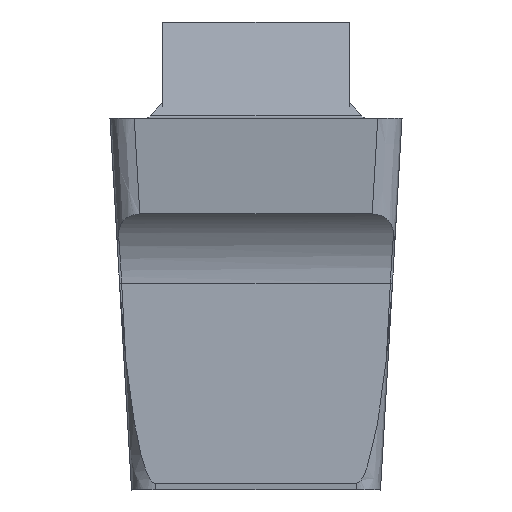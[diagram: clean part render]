
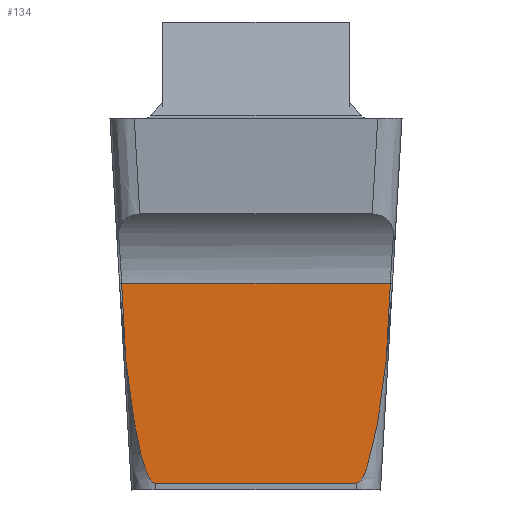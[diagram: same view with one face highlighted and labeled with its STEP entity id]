
A CAD part, front view. The second image highlights one B-rep face of the part: STEP entity #134.
In plain terms, the highlighted planar face has unit normal (0, -1, 0).
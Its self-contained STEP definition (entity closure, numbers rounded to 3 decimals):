
#51=B_SPLINE_CURVE_WITH_KNOTS('',3,(#1130,#1131,#1132,#1133,#1134,#1135,
#1136,#1137,#1138,#1139,#1140,#1141,#1142,#1143,#1144,#1145,#1146,#1147,
#1148,#1149,#1150,#1151,#1152,#1153,#1154,#1155,#1156,#1157,#1158,#1159,
#1160),.UNSPECIFIED.,.F.,.F.,(4,3,3,3,3,3,3,3,3,3,4),(0.,0.412,
0.696,0.795,0.861,0.907,
0.938,0.97,0.983,0.994,
1.),.UNSPECIFIED.);
#56=B_SPLINE_CURVE_WITH_KNOTS('',3,(#1196,#1197,#1198,#1199,#1200,#1201,
#1202,#1203,#1204,#1205,#1206,#1207,#1208,#1209,#1210,#1211,#1212,#1213,
#1214),.UNSPECIFIED.,.F.,.F.,(4,3,3,3,3,3,4),(0.,0.009,0.022,
0.052,0.162,0.598,1.),.UNSPECIFIED.);
#73=B_SPLINE_CURVE_WITH_KNOTS('',3,(#1494,#1495,#1496,#1497),
 .UNSPECIFIED.,.F.,.F.,(4,4),(0.,1.),.UNSPECIFIED.);
#74=B_SPLINE_CURVE_WITH_KNOTS('',3,(#1510,#1511,#1512,#1513),
 .UNSPECIFIED.,.F.,.F.,(4,4),(0.,1.),.UNSPECIFIED.);
#134=ADVANCED_FACE('SIDE_IB_1_SU3',(#198),#165,.F.);
#165=PLANE('',#849);
#198=FACE_OUTER_BOUND('',#240,.T.);
#240=EDGE_LOOP('',(#411,#412,#413,#414,#415,#416));
#411=ORIENTED_EDGE('',*,*,#621,.F.);
#412=ORIENTED_EDGE('',*,*,#649,.T.);
#413=ORIENTED_EDGE('',*,*,#644,.F.);
#414=ORIENTED_EDGE('',*,*,#648,.T.);
#415=ORIENTED_EDGE('',*,*,#626,.F.);
#416=ORIENTED_EDGE('',*,*,#631,.T.);
#531=VERTEX_POINT('',#1161);
#532=VERTEX_POINT('',#1162);
#535=VERTEX_POINT('',#1215);
#536=VERTEX_POINT('',#1216);
#545=VERTEX_POINT('',#1360);
#546=VERTEX_POINT('',#1362);
#621=EDGE_CURVE('',#531,#532,#51,.T.);
#626=EDGE_CURVE('',#535,#536,#56,.T.);
#631=EDGE_CURVE('',#535,#532,#725,.T.);
#644=EDGE_CURVE('',#545,#546,#727,.T.);
#648=EDGE_CURVE('',#545,#536,#73,.T.);
#649=EDGE_CURVE('',#531,#546,#74,.T.);
#725=LINE('',#1250,#777);
#727=LINE('',#1361,#779);
#777=VECTOR('',#944,1.);
#779=VECTOR('',#954,1.);
#849=AXIS2_PLACEMENT_3D('',#1526,#957,#958);
#944=DIRECTION('',(1.,0.,0.));
#954=DIRECTION('',(1.,0.,0.));
#957=DIRECTION('',(0.,1.,0.));
#958=DIRECTION('',(0.,0.,1.));
#1130=CARTESIAN_POINT('',(1.611,-9.796,-2.982));
#1131=CARTESIAN_POINT('',(1.587,-9.796,-3.2));
#1132=CARTESIAN_POINT('',(1.56,-9.796,-3.418));
#1133=CARTESIAN_POINT('',(1.525,-9.796,-3.634));
#1134=CARTESIAN_POINT('',(1.501,-9.796,-3.784));
#1135=CARTESIAN_POINT('',(1.474,-9.796,-3.933));
#1136=CARTESIAN_POINT('',(1.439,-9.796,-4.08));
#1137=CARTESIAN_POINT('',(1.427,-9.796,-4.131));
#1138=CARTESIAN_POINT('',(1.414,-9.796,-4.182));
#1139=CARTESIAN_POINT('',(1.399,-9.796,-4.232));
#1140=CARTESIAN_POINT('',(1.389,-9.796,-4.266));
#1141=CARTESIAN_POINT('',(1.378,-9.796,-4.3));
#1142=CARTESIAN_POINT('',(1.366,-9.796,-4.333));
#1143=CARTESIAN_POINT('',(1.358,-9.796,-4.356));
#1144=CARTESIAN_POINT('',(1.349,-9.796,-4.379));
#1145=CARTESIAN_POINT('',(1.339,-9.796,-4.401));
#1146=CARTESIAN_POINT('',(1.332,-9.796,-4.416));
#1147=CARTESIAN_POINT('',(1.324,-9.796,-4.431));
#1148=CARTESIAN_POINT('',(1.316,-9.796,-4.445));
#1149=CARTESIAN_POINT('',(1.307,-9.796,-4.46));
#1150=CARTESIAN_POINT('',(1.298,-9.796,-4.474));
#1151=CARTESIAN_POINT('',(1.286,-9.796,-4.486));
#1152=CARTESIAN_POINT('',(1.281,-9.796,-4.491));
#1153=CARTESIAN_POINT('',(1.276,-9.796,-4.496));
#1154=CARTESIAN_POINT('',(1.27,-9.796,-4.5));
#1155=CARTESIAN_POINT('',(1.265,-9.796,-4.503));
#1156=CARTESIAN_POINT('',(1.26,-9.796,-4.505));
#1157=CARTESIAN_POINT('',(1.254,-9.796,-4.507));
#1158=CARTESIAN_POINT('',(1.251,-9.796,-4.508));
#1159=CARTESIAN_POINT('',(1.248,-9.796,-4.508));
#1160=CARTESIAN_POINT('',(1.244,-9.796,-4.508));
#1161=CARTESIAN_POINT('',(1.611,-9.796,-2.982));
#1162=CARTESIAN_POINT('',(1.244,-9.796,-4.508));
#1196=CARTESIAN_POINT('',(-1.244,-9.796,-4.508));
#1197=CARTESIAN_POINT('',(-1.249,-9.796,-4.508));
#1198=CARTESIAN_POINT('',(-1.254,-9.796,-4.507));
#1199=CARTESIAN_POINT('',(-1.259,-9.796,-4.505));
#1200=CARTESIAN_POINT('',(-1.265,-9.796,-4.503));
#1201=CARTESIAN_POINT('',(-1.271,-9.796,-4.499));
#1202=CARTESIAN_POINT('',(-1.276,-9.796,-4.495));
#1203=CARTESIAN_POINT('',(-1.289,-9.796,-4.485));
#1204=CARTESIAN_POINT('',(-1.299,-9.796,-4.472));
#1205=CARTESIAN_POINT('',(-1.308,-9.796,-4.458));
#1206=CARTESIAN_POINT('',(-1.34,-9.796,-4.409));
#1207=CARTESIAN_POINT('',(-1.36,-9.796,-4.353));
#1208=CARTESIAN_POINT('',(-1.378,-9.796,-4.298));
#1209=CARTESIAN_POINT('',(-1.452,-9.796,-4.078));
#1210=CARTESIAN_POINT('',(-1.491,-9.796,-3.847));
#1211=CARTESIAN_POINT('',(-1.527,-9.796,-3.618));
#1212=CARTESIAN_POINT('',(-1.561,-9.796,-3.407));
#1213=CARTESIAN_POINT('',(-1.588,-9.796,-3.194));
#1214=CARTESIAN_POINT('',(-1.611,-9.796,-2.982));
#1215=CARTESIAN_POINT('',(-1.244,-9.796,-4.508));
#1216=CARTESIAN_POINT('',(-1.611,-9.796,-2.982));
#1250=CARTESIAN_POINT('',(-1.38,-9.796,-4.508));
#1360=CARTESIAN_POINT('',(-1.66,-9.796,-2.036));
#1361=CARTESIAN_POINT('',(5.,-9.796,-2.036));
#1362=CARTESIAN_POINT('',(1.66,-9.796,-2.036));
#1494=CARTESIAN_POINT('',(-1.66,-9.796,-2.036));
#1495=CARTESIAN_POINT('',(-1.644,-9.796,-2.351));
#1496=CARTESIAN_POINT('',(-1.627,-9.796,-2.667));
#1497=CARTESIAN_POINT('',(-1.611,-9.796,-2.982));
#1510=CARTESIAN_POINT('',(1.611,-9.796,-2.982));
#1511=CARTESIAN_POINT('',(1.627,-9.796,-2.667));
#1512=CARTESIAN_POINT('',(1.644,-9.796,-2.351));
#1513=CARTESIAN_POINT('',(1.66,-9.796,-2.036));
#1526=CARTESIAN_POINT('',(-1.38,-9.796,-6.092));
